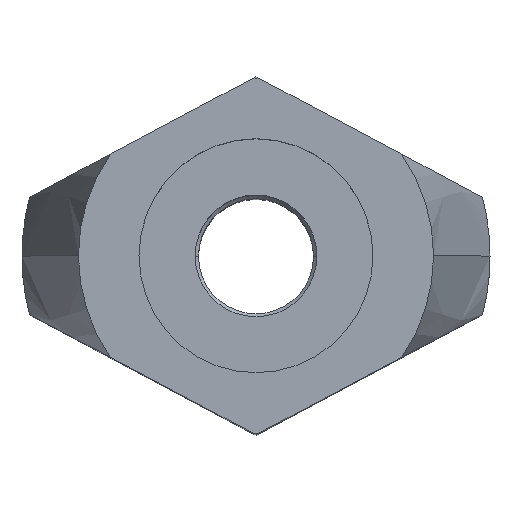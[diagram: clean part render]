
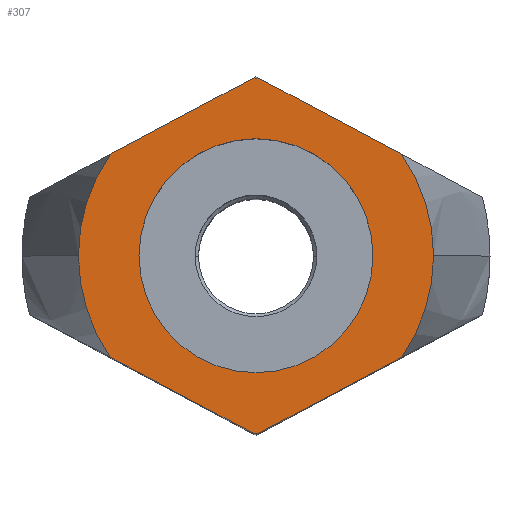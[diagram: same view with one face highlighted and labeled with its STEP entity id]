
A CAD part, top view. The second image highlights one B-rep face of the part: STEP entity #307.
In plain terms, the highlighted planar face has unit normal (0, 0, 1).
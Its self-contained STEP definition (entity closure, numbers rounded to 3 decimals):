
#209=EDGE_CURVE('',#317,#351,#544,.T.);
#217=VERTEX_POINT('',#552);
#227=VERTEX_POINT('',#562);
#235=EDGE_CURVE('',#217,#337,#573,.T.);
#251=EDGE_CURVE('',#467,#311,#592,.T.);
#259=EDGE_CURVE('',#227,#309,#601,.T.);
#267=EDGE_CURVE('',#289,#473,#610,.T.);
#271=EDGE_CURVE('',#351,#325,#615,.T.);
#273=EDGE_CURVE('',#337,#289,#617,.T.);
#289=VERTEX_POINT('',#633);
#307=ADVANCED_FACE('',(#655,#656),#657,.T.);
#309=VERTEX_POINT('',#659);
#311=VERTEX_POINT('',#661);
#313=EDGE_CURVE('',#325,#359,#663,.T.);
#317=VERTEX_POINT('',#667);
#325=VERTEX_POINT('',#675);
#337=VERTEX_POINT('',#689);
#341=EDGE_CURVE('',#309,#227,#693,.T.);
#351=VERTEX_POINT('',#704);
#359=VERTEX_POINT('',#712);
#361=EDGE_CURVE('',#359,#217,#714,.T.);
#439=EDGE_CURVE('',#311,#317,#804,.T.);
#463=EDGE_CURVE('',#473,#467,#830,.T.);
#467=VERTEX_POINT('',#834);
#473=VERTEX_POINT('',#840);
#544=CIRCLE('',#914,7.588);
#552=CARTESIAN_POINT('',(6.222,-4.344,15.0));
#562=CARTESIAN_POINT('',(-5.0,0.,15.0));
#573=CIRCLE('',#970,7.588);
#592=LINE('',#1003,#1004);
#601=CIRCLE('',#1018,5.0);
#610=LINE('',#1028,#1029);
#615=LINE('',#1035,#1036);
#617=CIRCLE('',#1039,7.588);
#633=CARTESIAN_POINT('',(6.222,4.344,15.0));
#655=FACE_OUTER_BOUND('',#1116,.T.);
#656=FACE_BOUND('',#1117,.T.);
#657=PLANE('',#1118);
#659=CARTESIAN_POINT('',(5.0,0.0,15.0));
#661=CARTESIAN_POINT('',(-6.222,4.344,15.0));
#663=CIRCLE('',#1125,7.588);
#667=CARTESIAN_POINT('',(-7.588,0.,15.0));
#675=CARTESIAN_POINT('',(-0.122,-7.587,15.0));
#689=CARTESIAN_POINT('',(7.588,0.,15.0));
#693=CIRCLE('',#1174,5.0);
#704=CARTESIAN_POINT('',(-6.222,-4.344,15.0));
#712=CARTESIAN_POINT('',(0.122,-7.587,15.0));
#714=LINE('',#1198,#1199);
#804=CIRCLE('',#1313,7.588);
#830=CIRCLE('',#1352,7.588);
#834=CARTESIAN_POINT('',(-0.122,7.587,15.0));
#840=CARTESIAN_POINT('',(0.122,7.587,15.0));
#914=AXIS2_PLACEMENT_3D('',#1457,#1458,#1459);
#970=AXIS2_PLACEMENT_3D('',#1492,#1493,#1494);
#1003=CARTESIAN_POINT('',(-3.65,5.711,15.0));
#1004=VECTOR('',#1520,1.0);
#1018=AXIS2_PLACEMENT_3D('',#1531,#1532,#1533);
#1028=CARTESIAN_POINT('',(0.692,7.284,15.0));
#1029=VECTOR('',#1542,1.0);
#1035=CARTESIAN_POINT('',(-3.65,-5.711,15.0));
#1036=VECTOR('',#1551,1.0);
#1039=AXIS2_PLACEMENT_3D('',#1552,#1553,#1554);
#1116=EDGE_LOOP('',(#1588,#1589,#1590,#1591,#1592,#1593,#1594,#1595,#1596,#1597));
#1117=EDGE_LOOP('',(#1598,#1599));
#1118=AXIS2_PLACEMENT_3D('',#1600,#1601,#1602);
#1125=AXIS2_PLACEMENT_3D('',#1603,#1604,#1605);
#1174=AXIS2_PLACEMENT_3D('',#1631,#1632,#1633);
#1198=CARTESIAN_POINT('',(0.692,-7.284,15.0));
#1199=VECTOR('',#1647,1.0);
#1313=AXIS2_PLACEMENT_3D('',#1775,#1776,#1777);
#1352=AXIS2_PLACEMENT_3D('',#1802,#1803,#1804);
#1457=CARTESIAN_POINT('',(0.,0.,15.0));
#1458=DIRECTION('',(0.,0.,1.0));
#1459=DIRECTION('',(-1.0,0.,-0.0));
#1492=CARTESIAN_POINT('',(0.,0.,15.0));
#1493=DIRECTION('',(0.,0.,1.0));
#1494=DIRECTION('',(-1.0,0.,-0.0));
#1520=DIRECTION('',(-0.883,-0.469,0.));
#1531=CARTESIAN_POINT('',(0.0,0.0,15.0));
#1532=DIRECTION('',(0.,0.,-1.0));
#1533=DIRECTION('',(1.0,0.,0.));
#1542=DIRECTION('',(-0.883,0.469,0.));
#1551=DIRECTION('',(0.883,-0.469,0.));
#1552=CARTESIAN_POINT('',(0.,0.,15.0));
#1553=DIRECTION('',(0.,0.,1.0));
#1554=DIRECTION('',(-1.0,0.,-0.0));
#1588=ORIENTED_EDGE('',*,*,#251,.T.);
#1589=ORIENTED_EDGE('',*,*,#439,.T.);
#1590=ORIENTED_EDGE('',*,*,#209,.T.);
#1591=ORIENTED_EDGE('',*,*,#271,.T.);
#1592=ORIENTED_EDGE('',*,*,#313,.T.);
#1593=ORIENTED_EDGE('',*,*,#361,.T.);
#1594=ORIENTED_EDGE('',*,*,#235,.T.);
#1595=ORIENTED_EDGE('',*,*,#273,.T.);
#1596=ORIENTED_EDGE('',*,*,#267,.T.);
#1597=ORIENTED_EDGE('',*,*,#463,.T.);
#1598=ORIENTED_EDGE('',*,*,#341,.T.);
#1599=ORIENTED_EDGE('',*,*,#259,.T.);
#1600=CARTESIAN_POINT('',(-3.794,0.,15.0));
#1601=DIRECTION('',(0.,0.,1.0));
#1602=DIRECTION('',(-1.0,0.,0.));
#1603=CARTESIAN_POINT('',(0.,0.,15.0));
#1604=DIRECTION('',(0.,0.,1.0));
#1605=DIRECTION('',(-1.0,0.,-0.0));
#1631=CARTESIAN_POINT('',(0.0,0.0,15.0));
#1632=DIRECTION('',(0.,0.,-1.0));
#1633=DIRECTION('',(1.0,0.,0.));
#1647=DIRECTION('',(0.883,0.469,0.));
#1775=CARTESIAN_POINT('',(0.,0.,15.0));
#1776=DIRECTION('',(0.,0.,1.0));
#1777=DIRECTION('',(-1.0,0.,-0.0));
#1802=CARTESIAN_POINT('',(0.,0.,15.0));
#1803=DIRECTION('',(0.,0.,1.0));
#1804=DIRECTION('',(-1.0,0.,-0.0));
